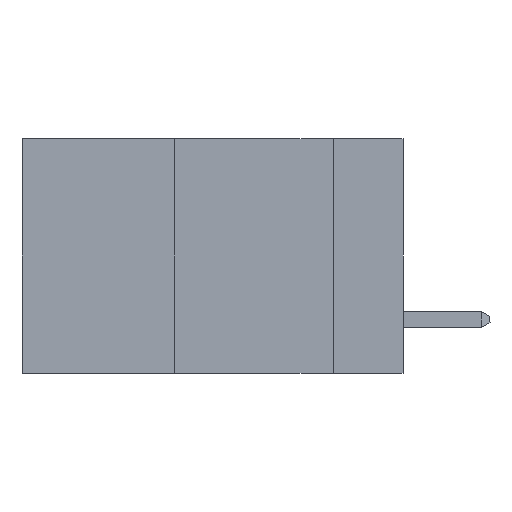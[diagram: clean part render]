
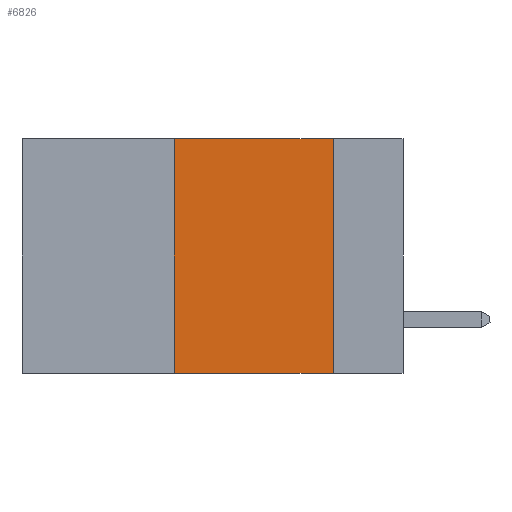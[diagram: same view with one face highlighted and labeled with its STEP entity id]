
A CAD part, left-side view. The second image highlights one B-rep face of the part: STEP entity #6826.
In plain terms, the highlighted planar face has unit normal (-1, 0, 0).
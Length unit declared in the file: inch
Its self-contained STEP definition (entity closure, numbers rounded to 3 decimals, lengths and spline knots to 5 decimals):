
#160 = EDGE_CURVE ( 'NONE', #7824, #4517, #4386, .T. ) ;
#195 = CARTESIAN_POINT ( 'NONE',  ( 0., 0.11, -0.37 ) ) ;
#761 = EDGE_CURVE ( 'NONE', #7262, #7824, #8616, .T. ) ;
#1084 = VECTOR ( 'NONE', #9498, 39.37008 ) ;
#1208 = ORIENTED_EDGE ( 'NONE', *, *, #8946, .F. ) ;
#1251 = ORIENTED_EDGE ( 'NONE', *, *, #160, .F. ) ;
#1282 = ORIENTED_EDGE ( 'NONE', *, *, #761, .F. ) ;
#1494 = ORIENTED_EDGE ( 'NONE', *, *, #4201, .T. ) ;
#2242 = DIRECTION ( 'NONE',  ( 0., 0., 1. ) ) ;
#2475 = VECTOR ( 'NONE', #7723, 39.37008 ) ;
#2505 = CARTESIAN_POINT ( 'NONE',  ( 0., 0.36, 0. ) ) ;
#2548 = CARTESIAN_POINT ( 'NONE',  ( 0., 0.6, 0. ) ) ;
#3054 = CARTESIAN_POINT ( 'NONE',  ( 0., 0.11, 0. ) ) ;
#4104 = VECTOR ( 'NONE', #2242, 39.37008 ) ;
#4201 = EDGE_CURVE ( 'NONE', #7262, #9959, #6900, .T. ) ;
#4285 = DIRECTION ( 'NONE',  ( 0., 0., -1. ) ) ;
#4353 = EDGE_LOOP ( 'NONE', ( #1208, #1251, #1282, #1494 ) ) ;
#4386 = LINE ( 'NONE', #10428, #8380 ) ;
#4517 = VERTEX_POINT ( 'NONE', #5807 ) ;
#5069 = PLANE ( 'NONE',  #5657 ) ;
#5657 = AXIS2_PLACEMENT_3D ( 'NONE', #2548, #9045, #4285 ) ;
#5807 = CARTESIAN_POINT ( 'NONE',  ( 0., 0.11, 0. ) ) ;
#5936 = CARTESIAN_POINT ( 'NONE',  ( 0., 0.36, -0.37 ) ) ;
#6826 = ADVANCED_FACE ( 'NONE', ( #10320 ), #5069, .F. ) ;
#6900 = LINE ( 'NONE', #10714, #2475 ) ;
#7262 = VERTEX_POINT ( 'NONE', #5936 ) ;
#7723 = DIRECTION ( 'NONE',  ( 0., -1., 0. ) ) ;
#7791 = LINE ( 'NONE', #3054, #1084 ) ;
#7824 = VERTEX_POINT ( 'NONE', #8960 ) ;
#8380 = VECTOR ( 'NONE', #9848, 39.37008 ) ;
#8616 = LINE ( 'NONE', #2505, #4104 ) ;
#8946 = EDGE_CURVE ( 'NONE', #4517, #9959, #7791, .T. ) ;
#8960 = CARTESIAN_POINT ( 'NONE',  ( 0., 0.36, 0. ) ) ;
#9045 = DIRECTION ( 'NONE',  ( 1., 0., 0. ) ) ;
#9498 = DIRECTION ( 'NONE',  ( 0., 0., -1. ) ) ;
#9848 = DIRECTION ( 'NONE',  ( 0., -1., 0. ) ) ;
#9959 = VERTEX_POINT ( 'NONE', #195 ) ;
#10320 = FACE_OUTER_BOUND ( 'NONE', #4353, .T. ) ;
#10428 = CARTESIAN_POINT ( 'NONE',  ( 0., 0.6, 0. ) ) ;
#10714 = CARTESIAN_POINT ( 'NONE',  ( 0., 0.6, -0.37 ) ) ;
